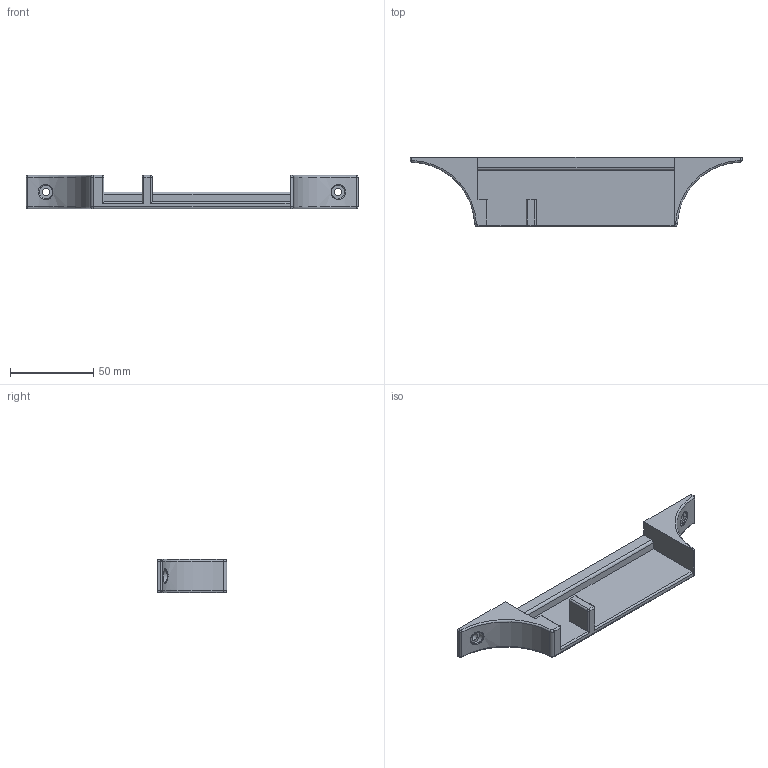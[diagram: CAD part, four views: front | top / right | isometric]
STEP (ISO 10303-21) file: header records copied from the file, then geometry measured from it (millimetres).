
FILE_DESCRIPTION(/* description */ (''),/* implementation_level */ '2;1');
FILE_NAME(/* name */ 'servo dock front mount.step',/* time_stamp */ '2022-09-08T09:48:47-05:00',/* author */ (''),/* organization */ (''),/* preprocessor_version */ 'ST-DEVELOPER v19',/* originating_system */ 'Autodesk Translation Framework v11.7.0.108',/* authorisation */ '');
FILE_SCHEMA (('AUTOMOTIVE_DESIGN { 1 0 10303 214 3 1 1 }'));
Length unit declared in the file: millimetre
Products named in the file (1): servo dock front mount
Bounding box: 200 x 42 x 20 mm (x, y, z)
Volume: 48531 mm3; surface area: 21019 mm2
Topology: 1 solids, 1 shells, 243 faces, 658 edges, 428 vertices
Faces by surface type: bspline 149, plane 53, cylinder 28, sphere 7, torus 4, cone 2
Full cylindrical faces by diameter (mm): 2.75 x2, 4.5 x2, 8 x2
Entity records: 8398 total; most frequent: CARTESIAN_POINT 3501, ORIENTED_EDGE 1312, EDGE_CURVE 656, DIRECTION 626, VERTEX_POINT 428, LINE 292, VECTOR 292, EDGE_LOOP 260
